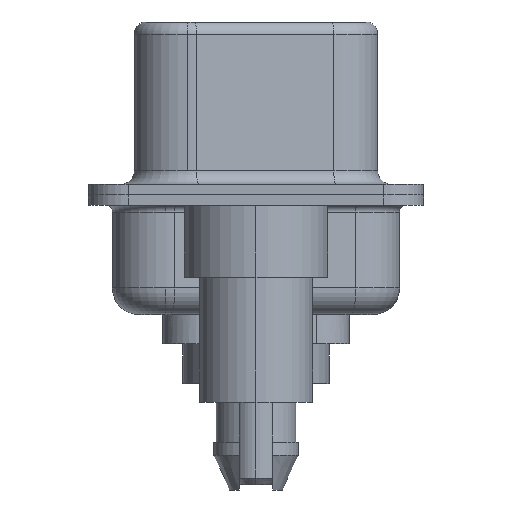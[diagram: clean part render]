
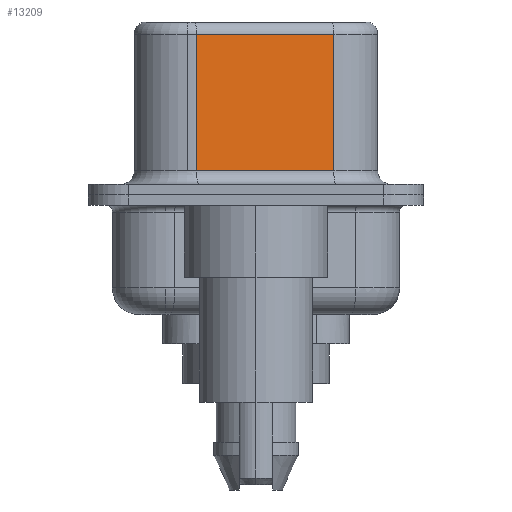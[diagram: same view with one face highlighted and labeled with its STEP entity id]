
A CAD part, left-side view. The second image highlights one B-rep face of the part: STEP entity #13209.
In plain terms, the highlighted planar face has unit normal (-0.985, -0.174, 0).
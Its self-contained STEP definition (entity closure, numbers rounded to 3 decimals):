
#767 = CARTESIAN_POINT ( 'NONE',  ( 4.565, -2.927, 6.52 ) ) ;
#810 = DIRECTION ( 'NONE',  ( 0.985, 0.174, 0. ) ) ;
#1465 = DIRECTION ( 'NONE',  ( 0.174, -0.985, 0. ) ) ;
#1610 = CARTESIAN_POINT ( 'NONE',  ( 4.565, -2.927, 0.9 ) ) ;
#2384 = VECTOR ( 'NONE', #12772, 1000. ) ;
#2776 = LINE ( 'NONE', #3784, #2384 ) ;
#3036 = VERTEX_POINT ( 'NONE', #4892 ) ;
#3465 = VECTOR ( 'NONE', #11950, 1000. ) ;
#3784 = CARTESIAN_POINT ( 'NONE',  ( 3.655, 2.233, 6.52 ) ) ;
#3845 = EDGE_LOOP ( 'NONE', ( #7157, #9438, #13872, #9646 ) ) ;
#4573 = VECTOR ( 'NONE', #8469, 1000. ) ;
#4604 = CARTESIAN_POINT ( 'NONE',  ( 4.565, -2.927, 6.52 ) ) ;
#4892 = CARTESIAN_POINT ( 'NONE',  ( 4.565, -2.927, 6.02 ) ) ;
#5773 = EDGE_CURVE ( 'NONE', #10283, #10307, #10832, .T. ) ;
#5793 = EDGE_CURVE ( 'NONE', #3036, #10307, #7432, .T. ) ;
#5801 = CARTESIAN_POINT ( 'NONE',  ( 4.565, -2.927, 6.02 ) ) ;
#6942 = AXIS2_PLACEMENT_3D ( 'NONE', #4604, #810, #9961 ) ;
#7157 = ORIENTED_EDGE ( 'NONE', *, *, #5793, .F. ) ;
#7371 = PLANE ( 'NONE',  #6942 ) ;
#7432 = LINE ( 'NONE', #767, #3465 ) ;
#7442 = CARTESIAN_POINT ( 'NONE',  ( 3.655, 2.233, 0.9 ) ) ;
#7473 = EDGE_CURVE ( 'NONE', #3036, #15284, #7766, .T. ) ;
#7766 = LINE ( 'NONE', #5801, #4573 ) ;
#8051 = FACE_OUTER_BOUND ( 'NONE', #3845, .T. ) ;
#8469 = DIRECTION ( 'NONE',  ( -0.174, 0.985, 0. ) ) ;
#8741 = CARTESIAN_POINT ( 'NONE',  ( 4.565, -2.927, 0.9 ) ) ;
#8783 = EDGE_CURVE ( 'NONE', #15284, #10283, #2776, .T. ) ;
#9438 = ORIENTED_EDGE ( 'NONE', *, *, #7473, .T. ) ;
#9646 = ORIENTED_EDGE ( 'NONE', *, *, #5773, .T. ) ;
#9961 = DIRECTION ( 'NONE',  ( -0.174, 0.985, 0. ) ) ;
#10283 = VERTEX_POINT ( 'NONE', #7442 ) ;
#10307 = VERTEX_POINT ( 'NONE', #8741 ) ;
#10832 = LINE ( 'NONE', #1610, #13669 ) ;
#11950 = DIRECTION ( 'NONE',  ( 0., 0., -1. ) ) ;
#12772 = DIRECTION ( 'NONE',  ( 0., 0., -1. ) ) ;
#13209 = ADVANCED_FACE ( 'NONE', ( #8051 ), #7371, .F. ) ;
#13669 = VECTOR ( 'NONE', #1465, 1000. ) ;
#13872 = ORIENTED_EDGE ( 'NONE', *, *, #8783, .T. ) ;
#15284 = VERTEX_POINT ( 'NONE', #16404 ) ;
#16404 = CARTESIAN_POINT ( 'NONE',  ( 3.655, 2.233, 6.02 ) ) ;
